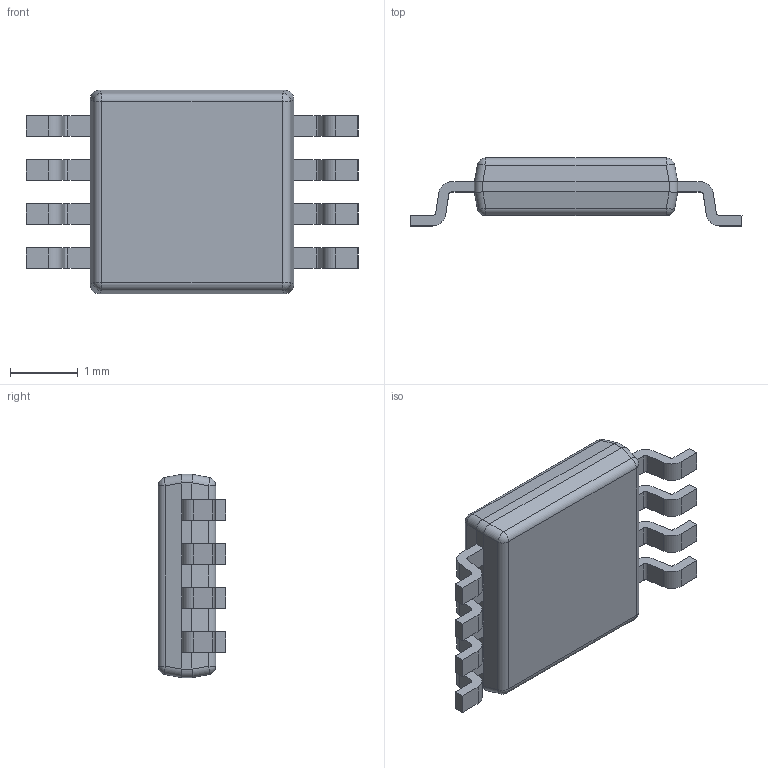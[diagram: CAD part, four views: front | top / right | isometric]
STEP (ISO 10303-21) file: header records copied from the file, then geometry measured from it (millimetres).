
FILE_DESCRIPTION (( 'STEP AP214' ), '1' );
FILE_NAME ('AA0ED06C-733C-4852-B83A-FDD23EE85539.STEP', '2008-07-07T01:52:46', ( 'sysAdmin' ), ( 'SolidWorks' ), 'SwSTEP 2.0', 'SolidWorks 2008', '' );
FILE_SCHEMA (( 'AUTOMOTIVE_DESIGN' ));
Length unit declared in the file: inch
Products named in the file (1): AA0ED06C-733C-4852-B83A-FDD23EE85539
Bounding box: 4.9 x 1 x 3 mm (x, y, z)
Volume: 7.8 mm3; surface area: 35.1 mm2
Topology: 1 solids, 1 shells, 157 faces, 414 edges, 252 vertices
Faces by surface type: plane 95, cylinder 54, sphere 8
Entity records: 5420 total; most frequent: CARTESIAN_POINT 888, ORIENTED_EDGE 812, DIRECTION 790, EDGE_CURVE 406, VECTOR 290, LINE 290, VERTEX_POINT 252, AXIS2_PLACEMENT_3D 250
